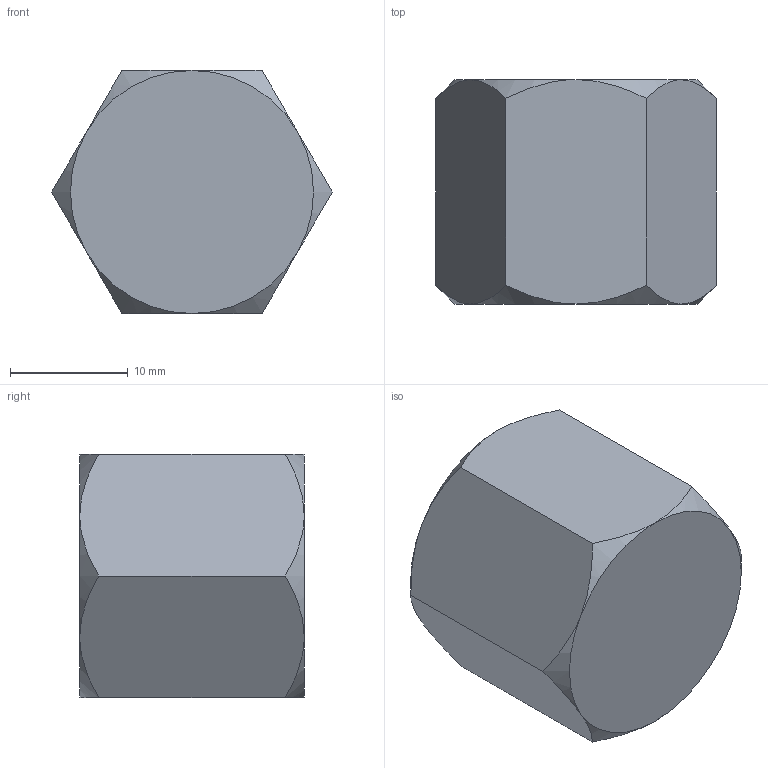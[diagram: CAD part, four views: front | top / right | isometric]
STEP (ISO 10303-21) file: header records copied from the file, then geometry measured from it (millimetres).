
FILE_DESCRIPTION((''),'2;1');
FILE_NAME('ILC30906666','2022-09-06T10:56:40',('rkuestersteffen'),(''),'CREO PARAMETRIC BY PTC INC, 2021164','CREO PARAMETRIC BY PTC INC, 2021164','');
FILE_SCHEMA(('AUTOMOTIVE_DESIGN { 1 0 10303 214 1 1 1 1 }'));
Length unit declared in the file: inch
Products named in the file (1): ILC30906666
Bounding box: 23.82 x 19.05 x 20.62 mm (x, y, z)
Volume: 5040.4 mm3; surface area: 3206.2 mm2
Topology: 1 solids, 2 shells, 31 faces, 66 edges, 40 vertices
Faces by surface type: cone 14, plane 11, cylinder 6
Entity records: 1318 total; most frequent: CARTESIAN_POINT 310, DIRECTION 156, ORIENTED_EDGE 128, PRESENTATION_STYLE_ASSIGNMENT 70, STYLED_ITEM 70, AXIS2_PLACEMENT_3D 69, CURVE_STYLE 68, EDGE_CURVE 66
